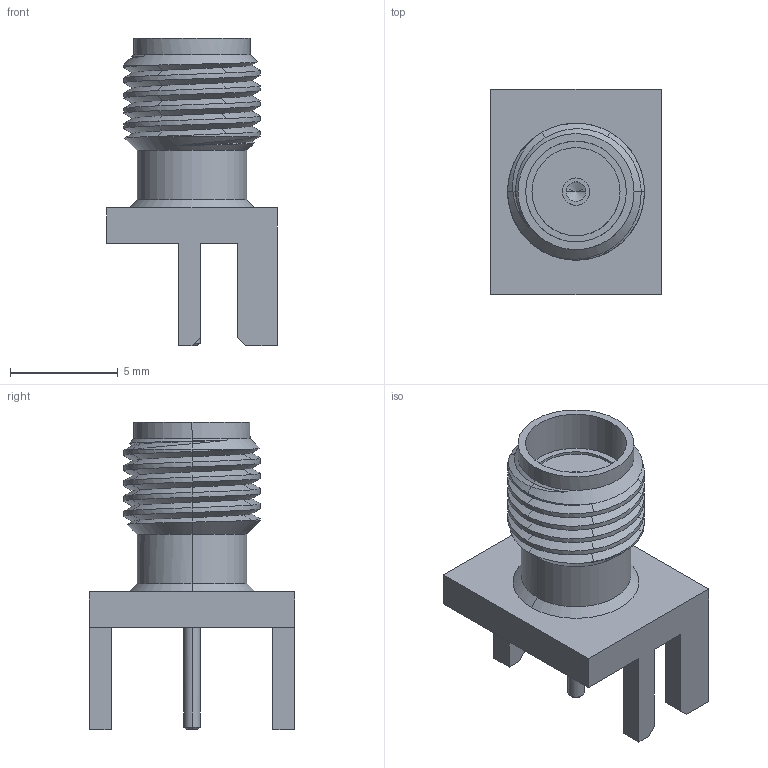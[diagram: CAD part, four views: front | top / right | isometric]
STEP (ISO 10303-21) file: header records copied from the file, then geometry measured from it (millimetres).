
FILE_DESCRIPTION(('FreeCAD Model'),'2;1');
FILE_NAME('SMA_CINCH_142-0701-801_complete.step','2019-05-14T14:21:07',('Author' ),(''),'Open CASCADE STEP processor 7.3','FreeCAD','Unknown');
FILE_SCHEMA(('AUTOMOTIVE_DESIGN { 1 0 10303 214 1 1 1 1 }'));
Length unit declared in the file: millimetre
Products named in the file (1): BaseFeature
Bounding box: 7.92 x 9.53 x 14.27 mm (x, y, z)
Volume: 313.4 mm3; surface area: 542.6 mm2
Topology: 1 solids, 1 shells, 145 faces, 336 edges, 199 vertices
Faces by surface type: bspline 72, plane 31, cylinder 27, cone 15
Entity records: 12670 total; most frequent: CARTESIAN_POINT 6794, DIRECTION 803, ORIENTED_EDGE 668, PCURVE 668, DEFINITIONAL_REPRESENTATION 668, LINE 577, VECTOR 577, EDGE_CURVE 334
